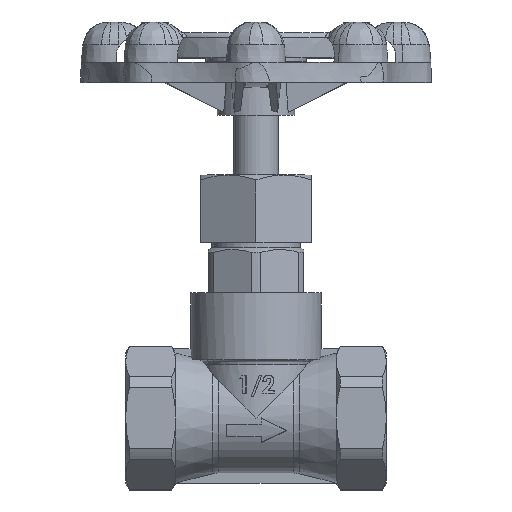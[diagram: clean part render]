
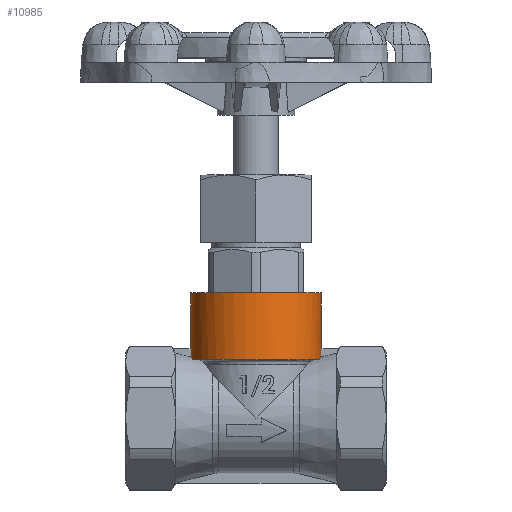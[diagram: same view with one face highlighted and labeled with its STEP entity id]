
A CAD part, top view. The second image highlights one B-rep face of the part: STEP entity #10985.
In plain terms, the highlighted cylindrical face has radius 13 mm (diameter 26 mm), a full revolution.
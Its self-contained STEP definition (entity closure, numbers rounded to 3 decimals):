
#649=B_SPLINE_CURVE_WITH_KNOTS('',3,(#15625,#15626,#15627,#15628),
 .UNSPECIFIED.,.F.,.F.,(4,4),(0.,0.002),
 .UNSPECIFIED.);
#650=B_SPLINE_CURVE_WITH_KNOTS('',3,(#15633,#15634,#15635,#15636),
 .UNSPECIFIED.,.F.,.F.,(4,4),(0.,0.002),
 .UNSPECIFIED.);
#659=B_SPLINE_CURVE_WITH_KNOTS('',3,(#15723,#15724,#15725,#15726),
 .UNSPECIFIED.,.F.,.F.,(4,4),(0.,0.002),
 .UNSPECIFIED.);
#661=B_SPLINE_CURVE_WITH_KNOTS('',3,(#15745,#15746,#15747,#15748),
 .UNSPECIFIED.,.F.,.F.,(4,4),(0.,0.002),
 .UNSPECIFIED.);
#1842=CYLINDRICAL_SURFACE('',#11784,13.);
#1935=CIRCLE('',#11624,13.);
#1937=CIRCLE('',#11627,13.);
#1938=CIRCLE('',#11629,13.);
#2001=CIRCLE('',#11750,13.);
#2016=CIRCLE('',#11785,13.);
#2815=ORIENTED_EDGE('',*,*,#6187,.T.);
#2816=ORIENTED_EDGE('',*,*,#5993,.F.);
#2817=ORIENTED_EDGE('',*,*,#6160,.T.);
#2818=ORIENTED_EDGE('',*,*,#6152,.F.);
#2819=ORIENTED_EDGE('',*,*,#5994,.T.);
#2820=ORIENTED_EDGE('',*,*,#6147,.T.);
#2821=ORIENTED_EDGE('',*,*,#6182,.T.);
#2822=ORIENTED_EDGE('',*,*,#5989,.F.);
#2823=ORIENTED_EDGE('',*,*,#6163,.T.);
#2824=ORIENTED_EDGE('',*,*,#6149,.T.);
#2825=ORIENTED_EDGE('',*,*,#6157,.T.);
#2826=ORIENTED_EDGE('',*,*,#6155,.F.);
#2827=ORIENTED_EDGE('',*,*,#6188,.T.);
#5989=EDGE_CURVE('',#7784,#7783,#1935,.T.);
#5993=EDGE_CURVE('',#7788,#7785,#1937,.T.);
#5994=EDGE_CURVE('',#7789,#7790,#1938,.T.);
#6147=EDGE_CURVE('',#7790,#7889,#8949,.T.);
#6149=EDGE_CURVE('',#7890,#7891,#8950,.T.);
#6152=EDGE_CURVE('',#7789,#7892,#8952,.T.);
#6155=EDGE_CURVE('',#7893,#7894,#8953,.T.);
#6157=EDGE_CURVE('',#7891,#7894,#2001,.T.);
#6160=EDGE_CURVE('',#7788,#7892,#649,.T.);
#6163=EDGE_CURVE('',#7784,#7890,#650,.T.);
#6182=EDGE_CURVE('',#7889,#7783,#659,.T.);
#6187=EDGE_CURVE('',#7893,#7785,#661,.T.);
#6188=EDGE_CURVE('',#7902,#7902,#2016,.T.);
#7783=VERTEX_POINT('',#15082);
#7784=VERTEX_POINT('',#15087);
#7785=VERTEX_POINT('',#15094);
#7788=VERTEX_POINT('',#15102);
#7789=VERTEX_POINT('',#15106);
#7790=VERTEX_POINT('',#15107);
#7889=VERTEX_POINT('',#15593);
#7890=VERTEX_POINT('',#15597);
#7891=VERTEX_POINT('',#15598);
#7892=VERTEX_POINT('',#15603);
#7893=VERTEX_POINT('',#15607);
#7894=VERTEX_POINT('',#15609);
#7902=VERTEX_POINT('',#15751);
#8949=LINE('',#15592,#9170);
#8950=LINE('',#15596,#9171);
#8952=LINE('',#15602,#9173);
#8953=LINE('',#15608,#9174);
#9170=VECTOR('',#12686,1000.);
#9171=VECTOR('',#12691,1000.);
#9173=VECTOR('',#12697,1000.);
#9174=VECTOR('',#12704,1000.);
#9433=EDGE_LOOP('',(#2815,#2816,#2817,#2818,#2819,#2820,#2821,#2822,#2823,
#2824,#2825,#2826));
#9434=EDGE_LOOP('',(#2827));
#10143=FACE_BOUND('',#9433,.T.);
#10144=FACE_BOUND('',#9434,.T.);
#10985=ADVANCED_FACE('',(#10143,#10144),#1842,.T.);
#11624=AXIS2_PLACEMENT_3D('',#15088,#12416,#12417);
#11627=AXIS2_PLACEMENT_3D('',#15103,#12422,#12423);
#11629=AXIS2_PLACEMENT_3D('',#15105,#12426,#12427);
#11750=AXIS2_PLACEMENT_3D('',#15612,#12708,#12709);
#11784=AXIS2_PLACEMENT_3D('',#15749,#12776,#12777);
#11785=AXIS2_PLACEMENT_3D('',#15750,#12778,#12779);
#12416=DIRECTION('',(0.,-1.,0.));
#12417=DIRECTION('',(0.,0.,-1.));
#12422=DIRECTION('',(0.,-1.,0.));
#12423=DIRECTION('',(0.,0.,-1.));
#12426=DIRECTION('',(0.,1.,0.));
#12427=DIRECTION('',(0.,0.,-1.));
#12686=DIRECTION('',(0.,-1.,0.));
#12691=DIRECTION('',(0.,1.,0.));
#12697=DIRECTION('',(0.,-1.,0.));
#12704=DIRECTION('',(0.,1.,0.));
#12708=DIRECTION('',(0.,1.,0.));
#12709=DIRECTION('',(0.,0.,-1.));
#12776=DIRECTION('',(0.,-1.,0.));
#12777=DIRECTION('',(0.,0.,-1.));
#12778=DIRECTION('',(0.,-1.,0.));
#12779=DIRECTION('',(0.,0.,-1.));
#15082=CARTESIAN_POINT('',(12.579,11.678,-3.283));
#15087=CARTESIAN_POINT('',(-12.579,11.678,-3.283));
#15088=CARTESIAN_POINT('',(0.,11.678,0.));
#15094=CARTESIAN_POINT('',(-12.579,11.678,3.283));
#15102=CARTESIAN_POINT('',(12.579,11.678,3.283));
#15103=CARTESIAN_POINT('',(0.,11.678,0.));
#15105=CARTESIAN_POINT('',(0.,13.856,0.));
#15106=CARTESIAN_POINT('',(12.953,13.856,1.1));
#15107=CARTESIAN_POINT('',(12.953,13.856,-1.1));
#15592=CARTESIAN_POINT('',(12.953,0.,-1.1));
#15593=CARTESIAN_POINT('',(12.953,12.177,-1.1));
#15596=CARTESIAN_POINT('',(-12.953,0.,-1.1));
#15597=CARTESIAN_POINT('',(-12.953,12.177,-1.1));
#15598=CARTESIAN_POINT('',(-12.953,13.856,-1.1));
#15602=CARTESIAN_POINT('',(12.953,0.,1.1));
#15603=CARTESIAN_POINT('',(12.953,12.177,1.1));
#15607=CARTESIAN_POINT('',(-12.953,12.177,1.1));
#15608=CARTESIAN_POINT('',(-12.953,0.,1.1));
#15609=CARTESIAN_POINT('',(-12.953,13.856,1.1));
#15612=CARTESIAN_POINT('',(0.,13.856,0.));
#15625=CARTESIAN_POINT('',(12.579,11.678,3.283));
#15626=CARTESIAN_POINT('',(12.761,11.923,2.583));
#15627=CARTESIAN_POINT('',(12.889,12.092,1.857));
#15628=CARTESIAN_POINT('',(12.953,12.177,1.1));
#15633=CARTESIAN_POINT('',(-12.579,11.678,-3.283));
#15634=CARTESIAN_POINT('',(-12.761,11.923,-2.583));
#15635=CARTESIAN_POINT('',(-12.889,12.092,-1.857));
#15636=CARTESIAN_POINT('',(-12.953,12.177,-1.1));
#15723=CARTESIAN_POINT('',(12.953,12.177,-1.1));
#15724=CARTESIAN_POINT('',(12.889,12.092,-1.857));
#15725=CARTESIAN_POINT('',(12.761,11.923,-2.583));
#15726=CARTESIAN_POINT('',(12.579,11.678,-3.283));
#15745=CARTESIAN_POINT('',(-12.953,12.177,1.1));
#15746=CARTESIAN_POINT('',(-12.889,12.092,1.857));
#15747=CARTESIAN_POINT('',(-12.761,11.923,2.583));
#15748=CARTESIAN_POINT('',(-12.579,11.678,3.283));
#15749=CARTESIAN_POINT('',(0.,0.,0.));
#15750=CARTESIAN_POINT('',(0.,25.,0.));
#15751=CARTESIAN_POINT('',(0.,25.,-13.));
